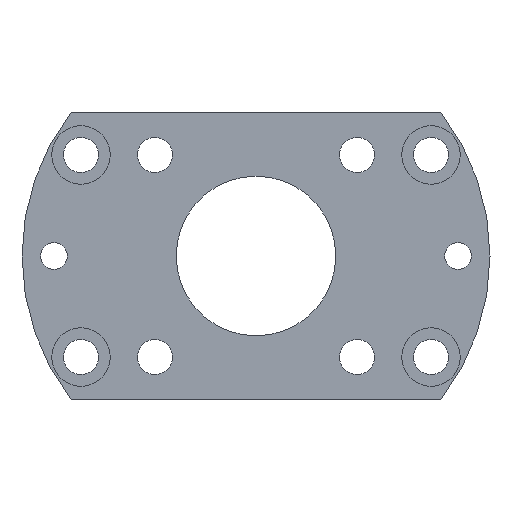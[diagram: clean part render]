
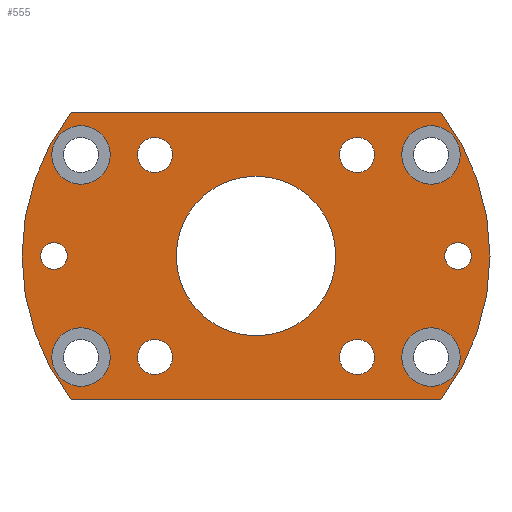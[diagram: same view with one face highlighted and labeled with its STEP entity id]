
A CAD part, left-side view. The second image highlights one B-rep face of the part: STEP entity #555.
In plain terms, the highlighted planar face has unit normal (-1, 0, 0).
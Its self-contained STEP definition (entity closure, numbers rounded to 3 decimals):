
#34=FACE_BOUND('',#142,.T.);
#35=FACE_BOUND('',#143,.T.);
#36=FACE_BOUND('',#144,.T.);
#37=FACE_BOUND('',#145,.T.);
#38=FACE_BOUND('',#146,.T.);
#39=FACE_BOUND('',#147,.T.);
#40=FACE_BOUND('',#148,.T.);
#41=FACE_BOUND('',#149,.T.);
#42=FACE_BOUND('',#150,.T.);
#43=FACE_BOUND('',#151,.T.);
#44=FACE_BOUND('',#152,.T.);
#56=PLANE('',#653);
#89=FACE_OUTER_BOUND('',#141,.T.);
#141=EDGE_LOOP('',(#487,#488,#489,#490));
#142=EDGE_LOOP('',(#491));
#143=EDGE_LOOP('',(#492));
#144=EDGE_LOOP('',(#493));
#145=EDGE_LOOP('',(#494));
#146=EDGE_LOOP('',(#495));
#147=EDGE_LOOP('',(#496));
#148=EDGE_LOOP('',(#497));
#149=EDGE_LOOP('',(#498));
#150=EDGE_LOOP('',(#499));
#151=EDGE_LOOP('',(#500));
#152=EDGE_LOOP('',(#501));
#176=LINE('',#970,#203);
#179=LINE('',#979,#206);
#203=VECTOR('',#817,10.);
#206=VECTOR('',#828,10.);
#207=CIRCLE('',#580,15.);
#209=CIRCLE('',#583,2.5);
#211=CIRCLE('',#586,2.5);
#215=CIRCLE('',#592,5.5);
#219=CIRCLE('',#599,5.5);
#223=CIRCLE('',#606,5.5);
#227=CIRCLE('',#613,5.5);
#232=CIRCLE('',#622,3.3);
#236=CIRCLE('',#629,3.3);
#240=CIRCLE('',#636,3.3);
#244=CIRCLE('',#643,3.3);
#246=CIRCLE('',#646,44.);
#248=CIRCLE('',#650,44.);
#249=VERTEX_POINT('',#835);
#251=VERTEX_POINT('',#841);
#253=VERTEX_POINT('',#847);
#257=VERTEX_POINT('',#858);
#261=VERTEX_POINT('',#871);
#265=VERTEX_POINT('',#884);
#269=VERTEX_POINT('',#897);
#274=VERTEX_POINT('',#914);
#278=VERTEX_POINT('',#927);
#282=VERTEX_POINT('',#940);
#286=VERTEX_POINT('',#953);
#289=VERTEX_POINT('',#960);
#290=VERTEX_POINT('',#962);
#292=VERTEX_POINT('',#968);
#294=VERTEX_POINT('',#974);
#295=EDGE_CURVE('',#249,#249,#207,.T.);
#298=EDGE_CURVE('',#251,#251,#209,.T.);
#301=EDGE_CURVE('',#253,#253,#211,.T.);
#306=EDGE_CURVE('',#257,#257,#215,.T.);
#312=EDGE_CURVE('',#261,#261,#219,.T.);
#318=EDGE_CURVE('',#265,#265,#223,.T.);
#324=EDGE_CURVE('',#269,#269,#227,.T.);
#333=EDGE_CURVE('',#274,#274,#232,.T.);
#339=EDGE_CURVE('',#278,#278,#236,.T.);
#345=EDGE_CURVE('',#282,#282,#240,.T.);
#351=EDGE_CURVE('',#286,#286,#244,.T.);
#354=EDGE_CURVE('',#290,#289,#246,.T.);
#358=EDGE_CURVE('',#289,#292,#176,.T.);
#361=EDGE_CURVE('',#292,#294,#248,.T.);
#363=EDGE_CURVE('',#294,#290,#179,.T.);
#487=ORIENTED_EDGE('',*,*,#363,.T.);
#488=ORIENTED_EDGE('',*,*,#354,.T.);
#489=ORIENTED_EDGE('',*,*,#358,.T.);
#490=ORIENTED_EDGE('',*,*,#361,.T.);
#491=ORIENTED_EDGE('',*,*,#295,.T.);
#492=ORIENTED_EDGE('',*,*,#298,.T.);
#493=ORIENTED_EDGE('',*,*,#301,.T.);
#494=ORIENTED_EDGE('',*,*,#306,.T.);
#495=ORIENTED_EDGE('',*,*,#312,.T.);
#496=ORIENTED_EDGE('',*,*,#318,.T.);
#497=ORIENTED_EDGE('',*,*,#324,.T.);
#498=ORIENTED_EDGE('',*,*,#333,.T.);
#499=ORIENTED_EDGE('',*,*,#339,.T.);
#500=ORIENTED_EDGE('',*,*,#345,.T.);
#501=ORIENTED_EDGE('',*,*,#351,.T.);
#555=ADVANCED_FACE('',(#89,#34,#35,#36,#37,#38,#39,#40,#41,#42,#43,#44),
#56,.F.);
#580=AXIS2_PLACEMENT_3D('',#836,#658,#659);
#583=AXIS2_PLACEMENT_3D('',#842,#665,#666);
#586=AXIS2_PLACEMENT_3D('',#848,#672,#673);
#592=AXIS2_PLACEMENT_3D('',#859,#685,#686);
#599=AXIS2_PLACEMENT_3D('',#872,#701,#702);
#606=AXIS2_PLACEMENT_3D('',#885,#717,#718);
#613=AXIS2_PLACEMENT_3D('',#898,#733,#734);
#622=AXIS2_PLACEMENT_3D('',#916,#755,#756);
#629=AXIS2_PLACEMENT_3D('',#929,#771,#772);
#636=AXIS2_PLACEMENT_3D('',#942,#787,#788);
#643=AXIS2_PLACEMENT_3D('',#955,#803,#804);
#646=AXIS2_PLACEMENT_3D('',#963,#810,#811);
#650=AXIS2_PLACEMENT_3D('',#976,#823,#824);
#653=AXIS2_PLACEMENT_3D('',#981,#831,#832);
#658=DIRECTION('center_axis',(1.,0.,0.));
#659=DIRECTION('ref_axis',(0.,0.,-1.));
#665=DIRECTION('center_axis',(1.,0.,0.));
#666=DIRECTION('ref_axis',(0.,0.,1.));
#672=DIRECTION('center_axis',(1.,0.,0.));
#673=DIRECTION('ref_axis',(0.,0.,1.));
#685=DIRECTION('center_axis',(1.,0.,0.));
#686=DIRECTION('ref_axis',(0.,0.,1.));
#701=DIRECTION('center_axis',(1.,0.,0.));
#702=DIRECTION('ref_axis',(0.,0.,1.));
#717=DIRECTION('center_axis',(1.,0.,0.));
#718=DIRECTION('ref_axis',(0.,0.,1.));
#733=DIRECTION('center_axis',(1.,0.,0.));
#734=DIRECTION('ref_axis',(0.,0.,1.));
#755=DIRECTION('center_axis',(1.,0.,0.));
#756=DIRECTION('ref_axis',(0.,0.,-1.));
#771=DIRECTION('center_axis',(1.,0.,0.));
#772=DIRECTION('ref_axis',(0.,0.,-1.));
#787=DIRECTION('center_axis',(1.,0.,0.));
#788=DIRECTION('ref_axis',(0.,0.,-1.));
#803=DIRECTION('center_axis',(1.,0.,0.));
#804=DIRECTION('ref_axis',(0.,0.,-1.));
#810=DIRECTION('center_axis',(-1.,0.,0.));
#811=DIRECTION('ref_axis',(0.,0.79,-0.614));
#817=DIRECTION('',(0.,1.,0.));
#823=DIRECTION('center_axis',(-1.,0.,0.));
#824=DIRECTION('ref_axis',(0.,-0.79,0.614));
#828=DIRECTION('',(0.,-1.,0.));
#831=DIRECTION('center_axis',(1.,0.,0.));
#832=DIRECTION('ref_axis',(0.,0.,-1.));
#835=CARTESIAN_POINT('',(0.,0.,15.));
#836=CARTESIAN_POINT('Origin',(0.,0.,0.));
#841=CARTESIAN_POINT('',(0.,-38.,-2.5));
#842=CARTESIAN_POINT('Origin',(0.,-38.,0.));
#847=CARTESIAN_POINT('',(0.,38.,-2.5));
#848=CARTESIAN_POINT('Origin',(0.,38.,0.));
#858=CARTESIAN_POINT('',(0.,-32.909,-24.5));
#859=CARTESIAN_POINT('Origin',(0.,-32.909,-19.));
#871=CARTESIAN_POINT('',(0.,32.909,13.5));
#872=CARTESIAN_POINT('Origin',(0.,32.909,19.));
#884=CARTESIAN_POINT('',(0.,-32.909,13.5));
#885=CARTESIAN_POINT('Origin',(0.,-32.909,19.));
#897=CARTESIAN_POINT('',(0.,32.909,-24.5));
#898=CARTESIAN_POINT('Origin',(0.,32.909,-19.));
#914=CARTESIAN_POINT('',(0.,19.,-15.7));
#916=CARTESIAN_POINT('Origin',(0.,19.,-19.));
#927=CARTESIAN_POINT('',(0.,-19.,22.3));
#929=CARTESIAN_POINT('Origin',(0.,-19.,19.));
#940=CARTESIAN_POINT('',(0.,-19.,-15.7));
#942=CARTESIAN_POINT('Origin',(0.,-19.,-19.));
#953=CARTESIAN_POINT('',(0.,19.,22.3));
#955=CARTESIAN_POINT('Origin',(0.,19.,19.));
#960=CARTESIAN_POINT('',(0.,-34.742,27.));
#962=CARTESIAN_POINT('',(0.,-34.742,-27.));
#963=CARTESIAN_POINT('Origin',(0.,0.,0.));
#968=CARTESIAN_POINT('',(0.,34.742,27.));
#970=CARTESIAN_POINT('',(0.,-34.742,27.));
#974=CARTESIAN_POINT('',(0.,34.742,-27.));
#976=CARTESIAN_POINT('Origin',(0.,0.,0.));
#979=CARTESIAN_POINT('',(0.,34.742,-27.));
#981=CARTESIAN_POINT('Origin',(0.,0.,0.));
